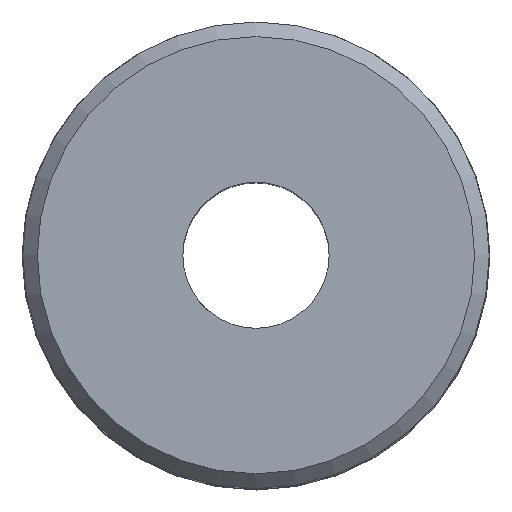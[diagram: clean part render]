
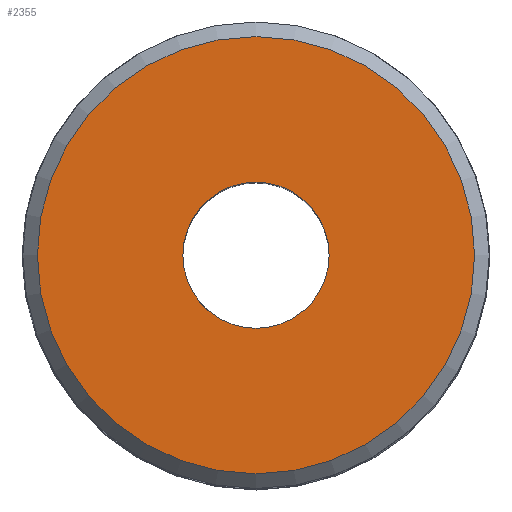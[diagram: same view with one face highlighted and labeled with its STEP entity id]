
A CAD part, top view. The second image highlights one B-rep face of the part: STEP entity #2355.
In plain terms, the highlighted planar face has unit normal (0, 0, 1).
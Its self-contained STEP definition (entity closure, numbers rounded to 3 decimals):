
#269=PLANE('',#2618);
#407=FACE_BOUND('',#571,.T.);
#424=FACE_OUTER_BOUND('',#570,.T.);
#570=EDGE_LOOP('',(#1731));
#571=EDGE_LOOP('',(#1732));
#827=CIRCLE('',#2617,7.475);
#828=CIRCLE('',#2619,2.5);
#1083=VERTEX_POINT('',#4310);
#1084=VERTEX_POINT('',#4313);
#1341=EDGE_CURVE('',#1083,#1083,#827,.T.);
#1342=EDGE_CURVE('',#1084,#1084,#828,.T.);
#1731=ORIENTED_EDGE('',*,*,#1341,.F.);
#1732=ORIENTED_EDGE('',*,*,#1342,.T.);
#2355=ADVANCED_FACE('',(#424,#407),#269,.T.);
#2617=AXIS2_PLACEMENT_3D('',#4311,#3140,#3141);
#2618=AXIS2_PLACEMENT_3D('',#4312,#3142,#3143);
#2619=AXIS2_PLACEMENT_3D('',#4314,#3144,#3145);
#3140=DIRECTION('center_axis',(0.,0.,-1.));
#3141=DIRECTION('ref_axis',(1.,0.,0.));
#3142=DIRECTION('center_axis',(0.,0.,1.));
#3143=DIRECTION('ref_axis',(1.,0.,0.));
#3144=DIRECTION('center_axis',(0.,0.,-1.));
#3145=DIRECTION('ref_axis',(1.,0.,0.));
#4310=CARTESIAN_POINT('',(-7.475,0.,16.));
#4311=CARTESIAN_POINT('Origin',(0.,0.,16.));
#4312=CARTESIAN_POINT('Origin',(-7.975,0.,16.));
#4313=CARTESIAN_POINT('',(-2.5,0.,16.));
#4314=CARTESIAN_POINT('Origin',(0.,0.,16.));
